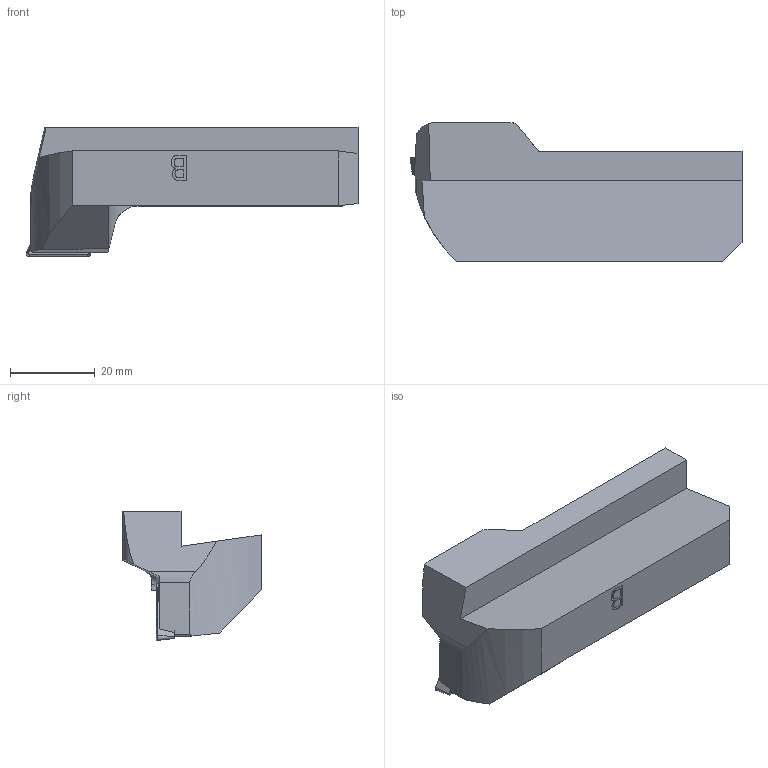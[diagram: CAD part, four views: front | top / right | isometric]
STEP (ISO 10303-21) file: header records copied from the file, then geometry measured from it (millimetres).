
FILE_DESCRIPTION(/* description */ (''),/* implementation_level */ '2;1');
FILE_NAME(/* name */ '1545031808579.stp',/* time_stamp */ '2018-12-17T08:30:25+01:00',/* author */ (''),/* organization */ ('SMS'),/* preprocessor_version */ 'ST-DEVELOPER v15',/* originating_system */ 'SIEMENS PLM Software NX 8.5',/* authorisation */ '');
FILE_SCHEMA (('AUTOMOTIVE_DESIGN { 1 0 10303 214 3 1 1 1 }'));
Length unit declared in the file: millimetre
Products named in the file (4): ASSEMBLY_CONSTRUCTION; IsoTurningInsert; 202025198mod000_00; 202025209mod000_00
Assembly tree (3 placements, depth 2):
  202025209mod000_00
    202025198mod000_00
    IsoTurningInsert
    ASSEMBLY_CONSTRUCTION
Bounding box: 78.48 x 32.8 x 30.5 mm (x, y, z)
Volume: 29746.3 mm3; surface area: 9092.8 mm2
Topology: 2 solids, 2 shells, 69 faces, 179 edges, 124 vertices
Faces by surface type: plane 41, cylinder 11, cone 7, extrusion 6, torus 4
Full cylindrical faces by diameter (mm): 4.4 x2
Entity records: 2437 total; most frequent: CARTESIAN_POINT 633, DIRECTION 336, ORIENTED_EDGE 334, EDGE_CURVE 167, VERTEX_POINT 114, AXIS2_PLACEMENT_3D 114, VECTOR 108, LINE 102
